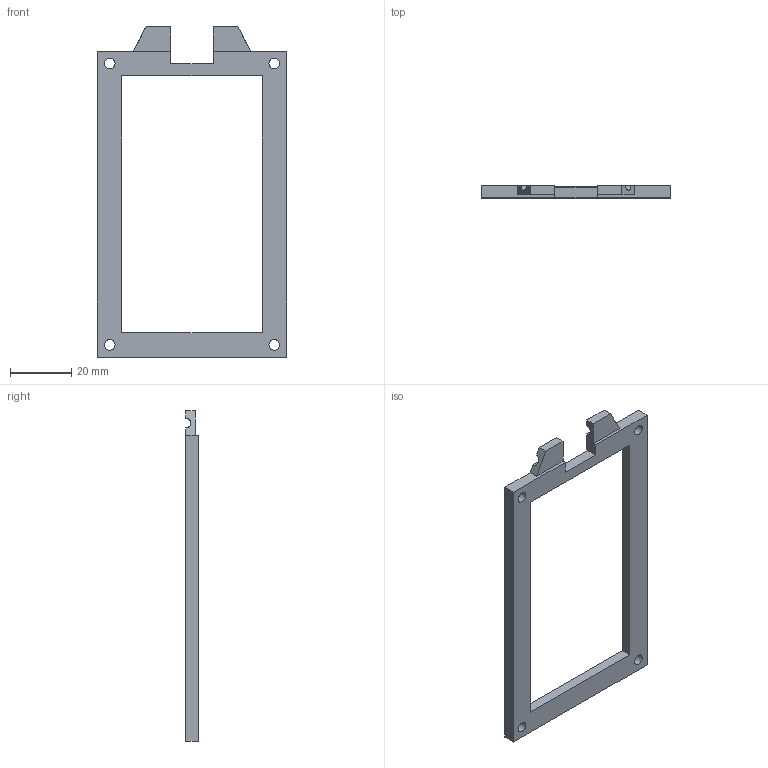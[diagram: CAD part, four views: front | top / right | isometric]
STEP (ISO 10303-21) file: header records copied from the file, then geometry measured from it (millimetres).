
FILE_DESCRIPTION(/* description */ (''),/* implementation_level */ '2;1');
FILE_NAME(/* name */ '筛网上.stp',/* time_stamp */ '2022-05-22T09:06:09+08:00',/* author */ ('zhcne'),/* organization */ (''),/* preprocessor_version */ 'ST-DEVELOPER v18.1',/* originating_system */ 'Autodesk Inventor 2022',/* authorisation */ '');
FILE_SCHEMA (('AUTOMOTIVE_DESIGN { 1 0 10303 214 3 1 1 }'));
Length unit declared in the file: millimetre
Products named in the file (1): 筛网
Bounding box: 61.8 x 4 x 108 mm (x, y, z)
Volume: 8810.8 mm3; surface area: 7427.1 mm2
Topology: 1 solids, 1 shells, 34 faces, 104 edges, 68 vertices
Faces by surface type: plane 28, cylinder 6
Full cylindrical faces by diameter (mm): 3.5 x4
Entity records: 1215 total; most frequent: ORIENTED_EDGE 208, CARTESIAN_POINT 207, DIRECTION 192, EDGE_CURVE 104, LINE 86, VECTOR 86, VERTEX_POINT 68, AXIS2_PLACEMENT_3D 53
